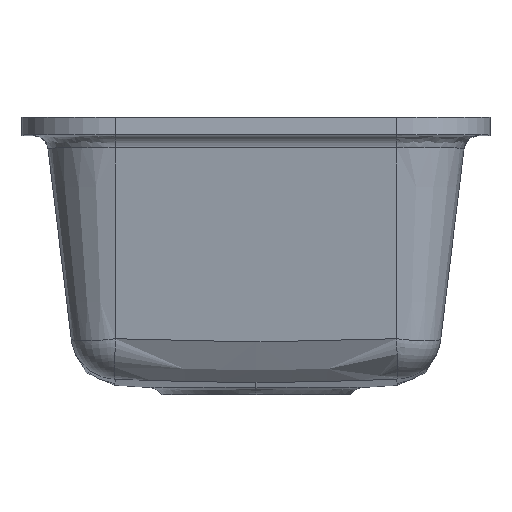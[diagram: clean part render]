
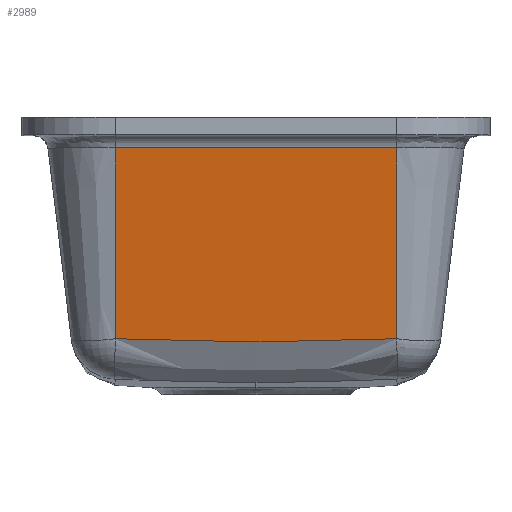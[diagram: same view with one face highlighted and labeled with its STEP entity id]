
A CAD part, top view. The second image highlights one B-rep face of the part: STEP entity #2989.
In plain terms, the highlighted planar face has unit normal (0, -0.122, 0.993).
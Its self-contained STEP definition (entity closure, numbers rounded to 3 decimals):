
#60 = VECTOR ( 'NONE', #6123, 1000. ) ;
#129 = VERTEX_POINT ( 'NONE', #2082 ) ;
#139 = VERTEX_POINT ( 'NONE', #5380 ) ;
#531 = CARTESIAN_POINT ( 'NONE',  ( 16.034, 17.269, 151.417 ) ) ;
#812 = EDGE_CURVE ( 'NONE', #1153, #9734, #8559, .T. ) ;
#875 = CARTESIAN_POINT ( 'NONE',  ( -95.135, 148.457, 167.525 ) ) ;
#1153 = VERTEX_POINT ( 'NONE', #3548 ) ;
#1176 = EDGE_LOOP ( 'NONE', ( #2178, #6837, #6256, #7232 ) ) ;
#1188 = LINE ( 'NONE', #4132, #4246 ) ;
#1367 = CARTESIAN_POINT ( 'NONE',  ( 40.107, 17.63, 151.461 ) ) ;
#1679 = LINE ( 'NONE', #4349, #10376 ) ;
#1922 = DIRECTION ( 'NONE',  ( 0., -0.993, -0.122 ) ) ;
#2082 = CARTESIAN_POINT ( 'NONE',  ( -95.135, 148.457, 167.525 ) ) ;
#2178 = ORIENTED_EDGE ( 'NONE', *, *, #812, .F. ) ;
#2241 = FACE_OUTER_BOUND ( 'NONE', #1176, .T. ) ;
#2725 = DIRECTION ( 'NONE',  ( 0., 0.993, 0.122 ) ) ;
#2989 = ADVANCED_FACE ( 'NONE', ( #2241 ), #9417, .F. ) ;
#3026 = CARTESIAN_POINT ( 'NONE',  ( 63.802, 18.208, 151.532 ) ) ;
#3333 = EDGE_CURVE ( 'NONE', #9734, #129, #1188, .T. ) ;
#3548 = CARTESIAN_POINT ( 'NONE',  ( 95.135, 19.388, 151.677 ) ) ;
#4132 = CARTESIAN_POINT ( 'NONE',  ( -95.135, 168.078, 169.934 ) ) ;
#4240 = DIRECTION ( 'NONE',  ( 0., 0.993, 0.122 ) ) ;
#4246 = VECTOR ( 'NONE', #4240, 1000. ) ;
#4349 = CARTESIAN_POINT ( 'NONE',  ( 95.135, 168.078, 169.934 ) ) ;
#4723 = CARTESIAN_POINT ( 'NONE',  ( 32.083, 17.476, 151.442 ) ) ;
#4991 = CARTESIAN_POINT ( 'NONE',  ( -16.06, 17.269, 151.417 ) ) ;
#5380 = CARTESIAN_POINT ( 'NONE',  ( 95.135, 148.457, 167.525 ) ) ;
#5568 = CARTESIAN_POINT ( 'NONE',  ( 79.472, 18.751, 151.599 ) ) ;
#5578 = EDGE_CURVE ( 'NONE', #139, #129, #9142, .T. ) ;
#5685 = CARTESIAN_POINT ( 'NONE',  ( -63.812, 18.208, 151.532 ) ) ;
#5718 = CARTESIAN_POINT ( 'NONE',  ( -32.105, 17.476, 151.442 ) ) ;
#6123 = DIRECTION ( 'NONE',  ( -1., 0., 0. ) ) ;
#6256 = ORIENTED_EDGE ( 'NONE', *, *, #5578, .T. ) ;
#6398 = CARTESIAN_POINT ( 'NONE',  ( 8.01, 17.216, 151.41 ) ) ;
#6837 = ORIENTED_EDGE ( 'NONE', *, *, #10672, .F. ) ;
#7232 = ORIENTED_EDGE ( 'NONE', *, *, #3333, .F. ) ;
#7497 = CARTESIAN_POINT ( 'NONE',  ( -95.135, 19.388, 151.677 ) ) ;
#7765 = CARTESIAN_POINT ( 'NONE',  ( 95.135, 168.078, 169.934 ) ) ;
#7770 = AXIS2_PLACEMENT_3D ( 'NONE', #7765, #10271, #2725 ) ;
#8288 = CARTESIAN_POINT ( 'NONE',  ( -79.474, 18.751, 151.599 ) ) ;
#8559 = B_SPLINE_CURVE_WITH_KNOTS ( 'NONE', 3,
 ( #9788, #5568, #3026, #1367, #4723, #531, #6398, #9976, #4991, #5718, #10014, #5685, #8288, #9076 ),
 .UNSPECIFIED., .F., .F.,
 ( 4, 2, 2, 2, 2, 2, 4 ),
 ( 0., 0.247, 0.373, 0.5, 0.626, 0.753, 1. ),
 .UNSPECIFIED. ) ;
#9076 = CARTESIAN_POINT ( 'NONE',  ( -95.135, 19.388, 151.677 ) ) ;
#9142 = LINE ( 'NONE', #875, #60 ) ;
#9417 = PLANE ( 'NONE',  #7770 ) ;
#9734 = VERTEX_POINT ( 'NONE', #7497 ) ;
#9788 = CARTESIAN_POINT ( 'NONE',  ( 95.135, 19.388, 151.677 ) ) ;
#9976 = CARTESIAN_POINT ( 'NONE',  ( -8.037, 17.216, 151.41 ) ) ;
#10014 = CARTESIAN_POINT ( 'NONE',  ( -40.127, 17.63, 151.461 ) ) ;
#10271 = DIRECTION ( 'NONE',  ( 0., 0.122, -0.993 ) ) ;
#10376 = VECTOR ( 'NONE', #1922, 1000. ) ;
#10672 = EDGE_CURVE ( 'NONE', #139, #1153, #1679, .T. ) ;
